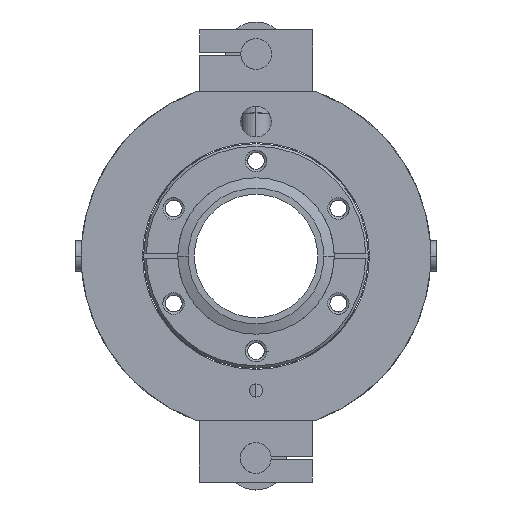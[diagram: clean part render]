
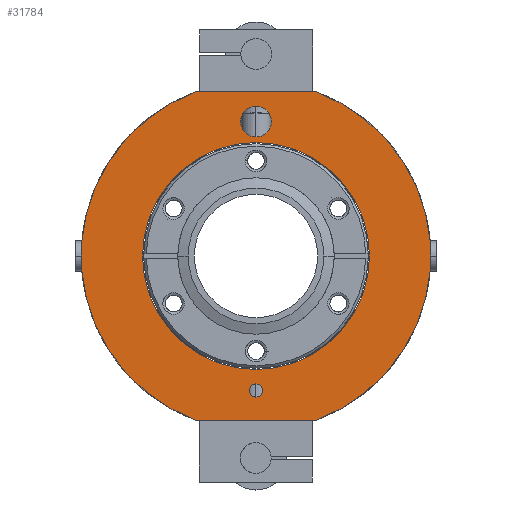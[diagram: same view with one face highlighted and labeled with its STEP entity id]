
A CAD part, front view. The second image highlights one B-rep face of the part: STEP entity #31784.
In plain terms, the highlighted planar face has unit normal (0, -1, 0).
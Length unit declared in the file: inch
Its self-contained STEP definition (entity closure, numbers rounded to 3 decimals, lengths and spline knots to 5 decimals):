
#2658 = CARTESIAN_POINT ( 'NONE',  ( -0.71807, 0., 2. ) ) ;
#2686 = CARTESIAN_POINT ( 'NONE',  ( 0.71807, 0., 2. ) ) ;
#3161 = CARTESIAN_POINT ( 'NONE',  ( -0.71807, 0., -2. ) ) ;
#3635 = CIRCLE ( 'NONE', #48346, 2.125 ) ;
#3850 = CARTESIAN_POINT ( 'NONE',  ( 0., 0., -1.635 ) ) ;
#3859 = DIRECTION ( 'NONE',  ( 0., 1., 0. ) ) ;
#3860 = DIRECTION ( 'NONE',  ( 0., 0., 1. ) ) ;
#4026 = CIRCLE ( 'NONE', #48229, 0.0795 ) ;
#4030 = CIRCLE ( 'NONE', #48075, 1.38 ) ;
#4108 = CIRCLE ( 'NONE', #48091, 1.38 ) ;
#4215 = LINE ( 'NONE', #7396, #4219 ) ;
#4219 = VECTOR ( 'NONE', #7422, 39.37008 ) ;
#4247 = CARTESIAN_POINT ( 'NONE',  ( 0., 0., 1.635 ) ) ;
#4250 = DIRECTION ( 'NONE',  ( 0., 1., 0. ) ) ;
#4252 = DIRECTION ( 'NONE',  ( -1., 0., 0. ) ) ;
#4258 = LINE ( 'NONE', #7637, #4276 ) ;
#4276 = VECTOR ( 'NONE', #7643, 39.37008 ) ;
#4969 = CARTESIAN_POINT ( 'NONE',  ( 0., 0., 0. ) ) ;
#4970 = DIRECTION ( 'NONE',  ( 0., 1., 0. ) ) ;
#4971 = DIRECTION ( 'NONE',  ( 0., 0., 1. ) ) ;
#5461 = AXIS2_PLACEMENT_3D ( 'NONE', #50646, #50667, #50668 ) ;
#6703 = CARTESIAN_POINT ( 'NONE',  ( 0., 0., 0. ) ) ;
#6706 = DIRECTION ( 'NONE',  ( 0., 1., 0. ) ) ;
#6707 = DIRECTION ( 'NONE',  ( 0., 0., 1. ) ) ;
#6709 = DIRECTION ( 'NONE',  ( 0., 1., 0. ) ) ;
#6710 = DIRECTION ( 'NONE',  ( 0., 0., 1. ) ) ;
#6792 = CARTESIAN_POINT ( 'NONE',  ( 0., 0., 0. ) ) ;
#6866 = DIRECTION ( 'NONE',  ( 0., 1., 0. ) ) ;
#6868 = DIRECTION ( 'NONE',  ( 0., 0., 1. ) ) ;
#7396 = CARTESIAN_POINT ( 'NONE',  ( -2.5, 0., -2. ) ) ;
#7422 = DIRECTION ( 'NONE',  ( -1., 0., 0. ) ) ;
#7637 = CARTESIAN_POINT ( 'NONE',  ( -2.5, 0., 2. ) ) ;
#7643 = DIRECTION ( 'NONE',  ( 1., 0., 0. ) ) ;
#10001 = CARTESIAN_POINT ( 'NONE',  ( 0., 0., 1.635 ) ) ;
#10004 = DIRECTION ( 'NONE',  ( 0., 1., 0. ) ) ;
#10005 = DIRECTION ( 'NONE',  ( -1., 0., 0. ) ) ;
#10383 = CARTESIAN_POINT ( 'NONE',  ( 0., 0., 0. ) ) ;
#10398 = DIRECTION ( 'NONE',  ( 0., 1., 0. ) ) ;
#10399 = DIRECTION ( 'NONE',  ( 0., 0., 1. ) ) ;
#11290 = CARTESIAN_POINT ( 'NONE',  ( 0., 0., -1.635 ) ) ;
#16789 = EDGE_LOOP ( 'NONE', ( #26637, #26638, #26639, #26640 ) ) ;
#16836 = EDGE_LOOP ( 'NONE', ( #26631, #26632 ) ) ;
#23136 = VERTEX_POINT ( 'NONE', #34986 ) ;
#23859 = VERTEX_POINT ( 'NONE', #3161 ) ;
#23861 = VERTEX_POINT ( 'NONE', #2686 ) ;
#23904 = VERTEX_POINT ( 'NONE', #2658 ) ;
#26631 = ORIENTED_EDGE ( 'NONE', *, *, #41476, .T. ) ;
#26632 = ORIENTED_EDGE ( 'NONE', *, *, #42240, .T. ) ;
#26633 = ORIENTED_EDGE ( 'NONE', *, *, #41513, .T. ) ;
#26634 = ORIENTED_EDGE ( 'NONE', *, *, #41627, .T. ) ;
#26635 = ORIENTED_EDGE ( 'NONE', *, *, #42245, .T. ) ;
#26636 = ORIENTED_EDGE ( 'NONE', *, *, #42327, .T. ) ;
#26637 = ORIENTED_EDGE ( 'NONE', *, *, #42474, .F. ) ;
#26638 = ORIENTED_EDGE ( 'NONE', *, *, #41740, .F. ) ;
#26639 = ORIENTED_EDGE ( 'NONE', *, *, #42551, .F. ) ;
#26640 = ORIENTED_EDGE ( 'NONE', *, *, #41608, .F. ) ;
#31784 = ADVANCED_FACE ( 'NONE', ( #42979, #42987, #42989, #42991 ), #50656, .F. ) ;
#34986 = CARTESIAN_POINT ( 'NONE',  ( 0.71807, 0., -2. ) ) ;
#35844 = CARTESIAN_POINT ( 'NONE',  ( 0.1875, 0., 1.635 ) ) ;
#36049 = CARTESIAN_POINT ( 'NONE',  ( 0., 0., -1.5555 ) ) ;
#36152 = CARTESIAN_POINT ( 'NONE',  ( 0., 0., -1.7145 ) ) ;
#36186 = CARTESIAN_POINT ( 'NONE',  ( 0., 0., 1.38 ) ) ;
#36222 = CARTESIAN_POINT ( 'NONE',  ( -0.1875, 0., 1.635 ) ) ;
#36244 = CARTESIAN_POINT ( 'NONE',  ( 0., 0., -1.38 ) ) ;
#41476 = EDGE_CURVE ( 'NONE', #54153, #54205, #45732, .T. ) ;
#41513 = EDGE_CURVE ( 'NONE', #54240, #53996, #45823, .T. ) ;
#41608 = EDGE_CURVE ( 'NONE', #23859, #23904, #46056, .T. ) ;
#41627 = EDGE_CURVE ( 'NONE', #53996, #54240, #46092, .T. ) ;
#41740 = EDGE_CURVE ( 'NONE', #23861, #23136, #3635, .T. ) ;
#42240 = EDGE_CURVE ( 'NONE', #54205, #54153, #4026, .T. ) ;
#42245 = EDGE_CURVE ( 'NONE', #54222, #54251, #4030, .T. ) ;
#42327 = EDGE_CURVE ( 'NONE', #54251, #54222, #4108, .T. ) ;
#42474 = EDGE_CURVE ( 'NONE', #23136, #23859, #4215, .T. ) ;
#42551 = EDGE_CURVE ( 'NONE', #23904, #23861, #4258, .T. ) ;
#42979 = FACE_BOUND ( 'NONE', #16836, .T. ) ;
#42987 = FACE_BOUND ( 'NONE', #51973, .T. ) ;
#42989 = FACE_BOUND ( 'NONE', #52044, .T. ) ;
#42991 = FACE_OUTER_BOUND ( 'NONE', #16789, .T. ) ;
#45732 = CIRCLE ( 'NONE', #47217, 0.0795 ) ;
#45823 = CIRCLE ( 'NONE', #47360, 0.1875 ) ;
#46056 = CIRCLE ( 'NONE', #47157, 2.125 ) ;
#46092 = CIRCLE ( 'NONE', #47327, 0.1875 ) ;
#47157 = AXIS2_PLACEMENT_3D ( 'NONE', #4969, #4970, #4971 ) ;
#47217 = AXIS2_PLACEMENT_3D ( 'NONE', #3850, #3859, #3860 ) ;
#47327 = AXIS2_PLACEMENT_3D ( 'NONE', #10001, #10004, #10005 ) ;
#47360 = AXIS2_PLACEMENT_3D ( 'NONE', #4247, #4250, #4252 ) ;
#48075 = AXIS2_PLACEMENT_3D ( 'NONE', #6703, #6709, #6710 ) ;
#48091 = AXIS2_PLACEMENT_3D ( 'NONE', #6792, #6866, #6868 ) ;
#48229 = AXIS2_PLACEMENT_3D ( 'NONE', #11290, #6706, #6707 ) ;
#48346 = AXIS2_PLACEMENT_3D ( 'NONE', #10383, #10398, #10399 ) ;
#50646 = CARTESIAN_POINT ( 'NONE',  ( 0., 0., 0. ) ) ;
#50656 = PLANE ( 'NONE',  #5461 ) ;
#50667 = DIRECTION ( 'NONE',  ( 0., 1., 0. ) ) ;
#50668 = DIRECTION ( 'NONE',  ( 0., 0., 1. ) ) ;
#51973 = EDGE_LOOP ( 'NONE', ( #26633, #26634 ) ) ;
#52044 = EDGE_LOOP ( 'NONE', ( #26635, #26636 ) ) ;
#53996 = VERTEX_POINT ( 'NONE', #35844 ) ;
#54153 = VERTEX_POINT ( 'NONE', #36049 ) ;
#54205 = VERTEX_POINT ( 'NONE', #36152 ) ;
#54222 = VERTEX_POINT ( 'NONE', #36186 ) ;
#54240 = VERTEX_POINT ( 'NONE', #36222 ) ;
#54251 = VERTEX_POINT ( 'NONE', #36244 ) ;
